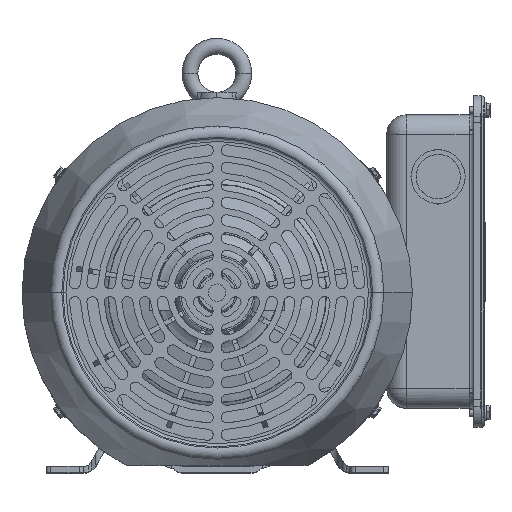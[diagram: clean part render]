
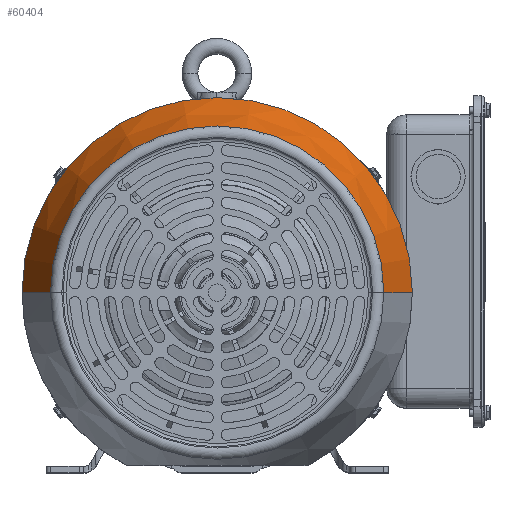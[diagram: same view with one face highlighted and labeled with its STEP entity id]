
A CAD part, top view. The second image highlights one B-rep face of the part: STEP entity #60404.
In plain terms, the highlighted conical face has half-angle 20 degrees and reference radius 123.2 mm.
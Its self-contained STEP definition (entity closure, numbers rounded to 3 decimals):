
#712 = DIRECTION ( 'NONE',  ( -1., 0., 0. ) ) ;
#1487 = CARTESIAN_POINT ( 'NONE',  ( -105.184, 0., 106.71 ) ) ;
#5141 = EDGE_CURVE ( 'NONE', #35179, #55700, #77363, .T. ) ;
#6269 = ORIENTED_EDGE ( 'NONE', *, *, #60322, .T. ) ;
#6975 = EDGE_LOOP ( 'NONE', ( #22774, #6269, #74071, #98423 ) ) ;
#9275 = CARTESIAN_POINT ( 'NONE',  ( 0., 0., 57.212 ) ) ;
#16469 = DIRECTION ( 'NONE',  ( 0., 0., -1. ) ) ;
#17133 = LINE ( 'NONE', #42524, #82637 ) ;
#20805 = CARTESIAN_POINT ( 'NONE',  ( -123.2, 0., 57.212 ) ) ;
#22774 = ORIENTED_EDGE ( 'NONE', *, *, #5141, .T. ) ;
#26072 = VECTOR ( 'NONE', #37930, 1000. ) ;
#28776 = DIRECTION ( 'NONE',  ( 0., 0., -1. ) ) ;
#35179 = VERTEX_POINT ( 'NONE', #1487 ) ;
#37930 = DIRECTION ( 'NONE',  ( -0.342, 0., -0.94 ) ) ;
#42524 = CARTESIAN_POINT ( 'NONE',  ( 123.2, 0., 57.212 ) ) ;
#48861 = LINE ( 'NONE', #20805, #26072 ) ;
#53029 = VERTEX_POINT ( 'NONE', #93720 ) ;
#55700 = VERTEX_POINT ( 'NONE', #62298 ) ;
#58190 = AXIS2_PLACEMENT_3D ( 'NONE', #80021, #28776, #88523 ) ;
#58270 = VERTEX_POINT ( 'NONE', #61604 ) ;
#60322 = EDGE_CURVE ( 'NONE', #55700, #58270, #17133, .T. ) ;
#60404 = ADVANCED_FACE ( 'NONE', ( #69255 ), #109362, .T. ) ;
#61604 = CARTESIAN_POINT ( 'NONE',  ( 123.2, 0., 57.212 ) ) ;
#62298 = CARTESIAN_POINT ( 'NONE',  ( 105.184, 0., 106.71 ) ) ;
#67704 = CARTESIAN_POINT ( 'NONE',  ( 0., 0., 106.71 ) ) ;
#69255 = FACE_OUTER_BOUND ( 'NONE', #6975, .T. ) ;
#71407 = EDGE_CURVE ( 'NONE', #53029, #58270, #81050, .T. ) ;
#74071 = ORIENTED_EDGE ( 'NONE', *, *, #71407, .F. ) ;
#76247 = DIRECTION ( 'NONE',  ( -1., 0., 0. ) ) ;
#77363 = CIRCLE ( 'NONE', #109265, 105.184 ) ;
#77644 = DIRECTION ( 'NONE',  ( 0., 0., -1. ) ) ;
#80021 = CARTESIAN_POINT ( 'NONE',  ( 0., 0., 57.212 ) ) ;
#81050 = CIRCLE ( 'NONE', #58190, 123.2 ) ;
#82637 = VECTOR ( 'NONE', #102314, 1000. ) ;
#88523 = DIRECTION ( 'NONE',  ( -1., 0., 0. ) ) ;
#89725 = EDGE_CURVE ( 'NONE', #35179, #53029, #48861, .T. ) ;
#93720 = CARTESIAN_POINT ( 'NONE',  ( -123.2, 0., 57.212 ) ) ;
#98423 = ORIENTED_EDGE ( 'NONE', *, *, #89725, .F. ) ;
#102314 = DIRECTION ( 'NONE',  ( 0.342, 0., -0.94 ) ) ;
#104615 = AXIS2_PLACEMENT_3D ( 'NONE', #9275, #77644, #712 ) ;
#109265 = AXIS2_PLACEMENT_3D ( 'NONE', #67704, #16469, #76247 ) ;
#109362 = CONICAL_SURFACE ( 'NONE', #104615, 123.2, 0.349 ) ;
